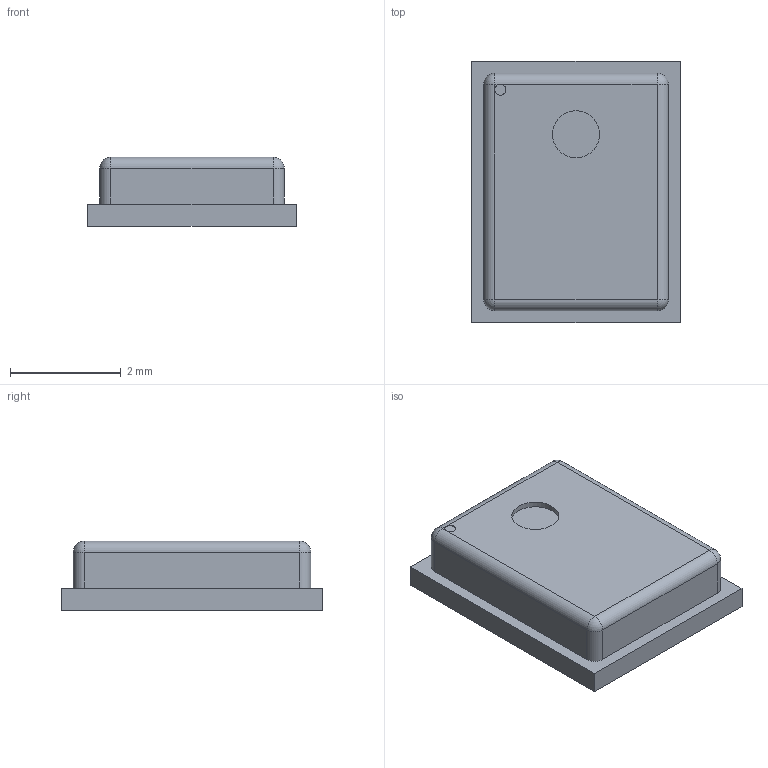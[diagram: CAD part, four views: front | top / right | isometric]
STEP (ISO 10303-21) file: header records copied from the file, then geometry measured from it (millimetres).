
FILE_DESCRIPTION(('FreeCAD Model'),'2;1');
FILE_NAME('ST_HLGA-6_3.76x4.72mm_P1.65mm.step' ,'2018-01-29T15:34:06',('kicad StepUp'),('ksu MCAD'), 'Open CASCADE STEP processor 6.8','FreeCAD','Unknown');
FILE_SCHEMA(('AUTOMOTIVE_DESIGN_CC2 { 1 2 10303 214 -1 1 5 4 }'));
Length unit declared in the file: millimetre
Products named in the file (1): ST_HLGA-6_3.76x4.72mm_P1.65mm
Bounding box: 3.76 x 4.72 x 1.26 mm (x, y, z)
Volume: 19.1 mm3; surface area: 54.1 mm2
Topology: 1 solids, 1 shells, 42 faces, 89 edges, 52 vertices
Faces by surface type: plane 21, cylinder 17, sphere 4
Full cylindrical faces by diameter (mm): 0.2 x1, 0.85 x1, 0.91 x5
Entity records: 1424 total; most frequent: DIRECTION 207, CARTESIAN_POINT 182, ORIENTED_EDGE 170, EDGE_CURVE 85, AXIS2_PLACEMENT_3D 79, VERTEX_POINT 54, FACE_BOUND 51, EDGE_LOOP 51
